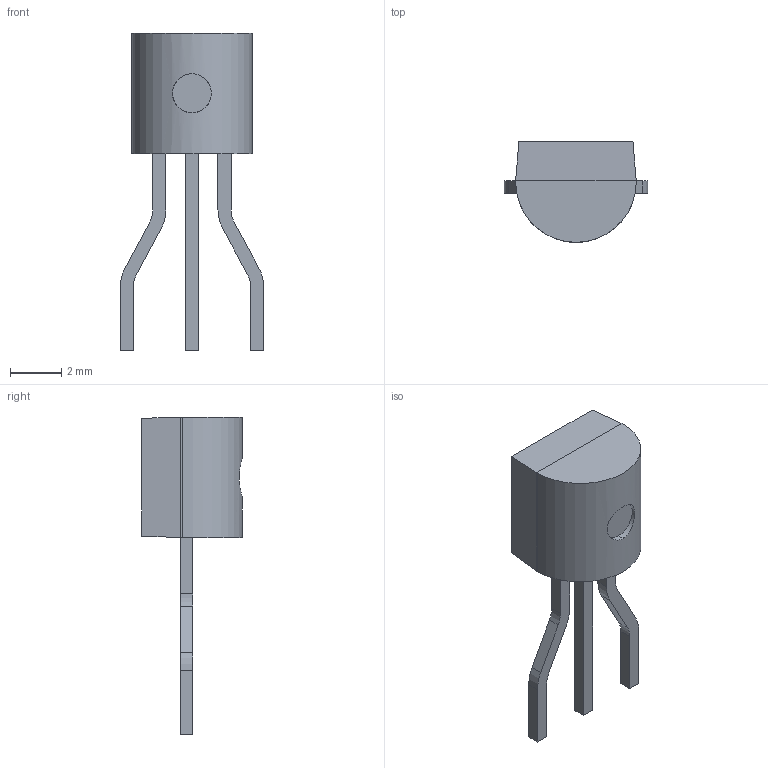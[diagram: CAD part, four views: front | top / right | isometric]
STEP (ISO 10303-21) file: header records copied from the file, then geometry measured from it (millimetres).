
FILE_DESCRIPTION (( 'STEP AP214' ), '1' );
FILE_NAME ('User Library-TO-92-2.54-line.STEP', '2018-08-14T08:28:46', ( '' ), ( '' ), 'SwSTEP 2.0', 'SolidWorks 2018', '' );
FILE_SCHEMA (( 'AUTOMOTIVE_DESIGN' ));
Length unit declared in the file: millimetre
Products named in the file (5): User Library-TO-92-2.54-line_User Library-TO-92 Version2_TO-92 Part3; User Library-TO-92-2.54-line; User Library-TO-92-2.54-line_User Library-TO-92 Version2_TO-92 Part5; User Library-TO-92-2.54-line_User Library-TO-92 Version2_TO-92 Part4; User Library-TO-92-2.54-line_User Library-TO-92 Version2_TO-92 Part1
Assembly tree (4 placements, depth 2):
  User Library-TO-92-2.54-line
    User Library-TO-92-2.54-line_User Library-TO-92 Version2_TO-92 Part1
    User Library-TO-92-2.54-line_User Library-TO-92 Version2_TO-92 Part3
    User Library-TO-92-2.54-line_User Library-TO-92 Version2_TO-92 Part4
    User Library-TO-92-2.54-line_User Library-TO-92 Version2_TO-92 Part5
Bounding box: 5.6 x 3.93 x 12.4 mm (x, y, z)
Volume: 79.8 mm3; surface area: 162.9 mm2
Topology: 4 solids, 4 shells, 62 faces, 149 edges, 96 vertices
Faces by surface type: plane 49, cylinder 13
Entity records: 2683 total; most frequent: CARTESIAN_POINT 344, DIRECTION 309, ORIENTED_EDGE 298, EDGE_CURVE 149, VECTOR 123, LINE 123, VERTEX_POINT 96, AXIS2_PLACEMENT_3D 93
